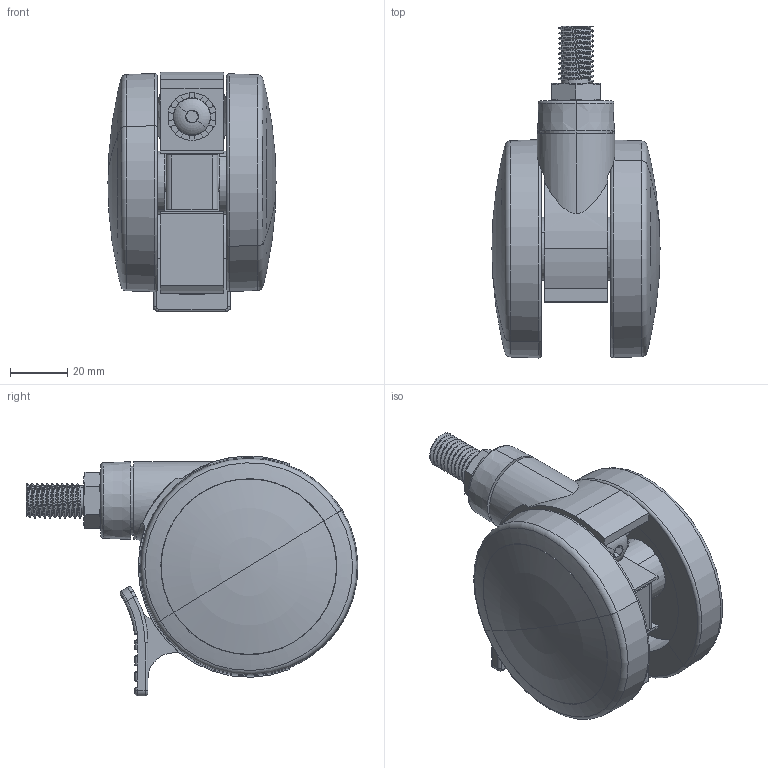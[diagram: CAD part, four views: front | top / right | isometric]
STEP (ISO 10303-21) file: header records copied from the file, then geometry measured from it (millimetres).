
FILE_DESCRIPTION (( 'STEP AP203' ), '1' );
FILE_NAME ('ACMCT_76SSB_3D.STEP', '2020-07-13T08:37:23', ( '' ), ( '' ), 'SwSTEP 2.0', 'SolidWorks 2020', '' );
FILE_SCHEMA (( 'CONFIG_CONTROL_DESIGN' ));
Length unit declared in the file: millimetre
Products named in the file (6): 76 BRAKE TYPE FRAME; ACMC-76 WHEEL; ACMCT-76 SS TYPE TOP PLATE; ACMC-76 BRAKE; ACMCT_76SSB_3D; ACMC-76 BOLT
Assembly tree (6 placements, depth 2):
  ACMCT_76SSB_3D
    76 BRAKE TYPE FRAME
    ACMC-76 WHEEL  x2
    ACMC-76 BRAKE
    ACMC-76 BOLT
    ACMCT-76 SS TYPE TOP PLATE
Bounding box: 58.5 x 115.49 x 83.5 mm (x, y, z)
Volume: 181444.7 mm3; surface area: 53452.9 mm2
Topology: 6 solids, 6 shells, 428 faces, 1110 edges, 702 vertices
Faces by surface type: cylinder 196, plane 143, torus 38, bspline 27, cone 24
Entity records: 20646 total; most frequent: CARTESIAN_POINT 10427, ORIENTED_EDGE 2100, DIRECTION 1985, EDGE_CURVE 1050, AXIS2_PLACEMENT_3D 769, VERTEX_POINT 667, VECTOR 447, LINE 447
